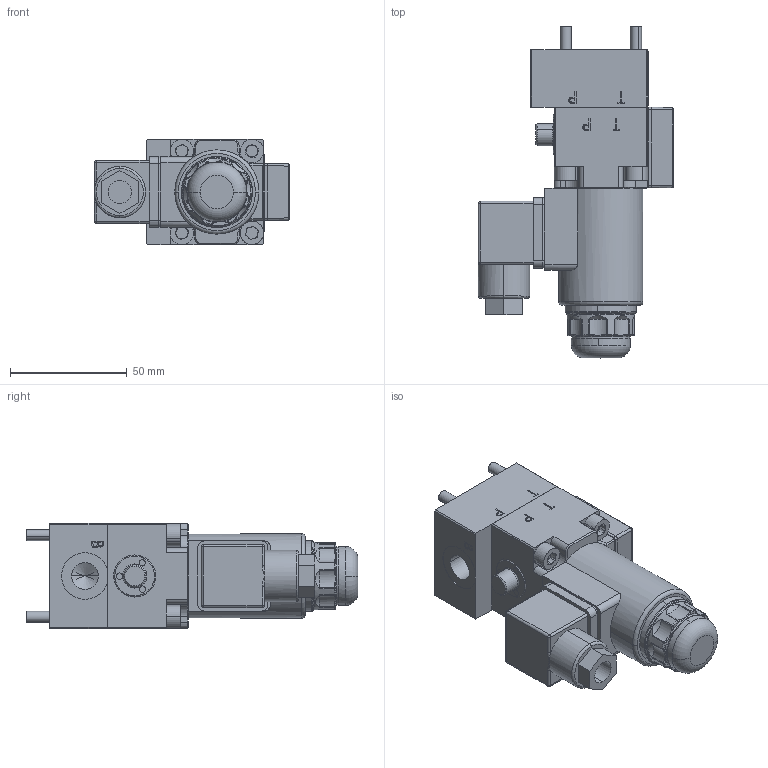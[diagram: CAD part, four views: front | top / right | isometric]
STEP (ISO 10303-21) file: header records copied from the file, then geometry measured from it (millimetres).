
FILE_DESCRIPTION (( 'STEP AP214' ), '1' );
FILE_NAME ('70826_WVH700-4-4_2-D-24-V-B00.STEP', '2014-03-20T15:13:29', ( 'admin' ), ( '' ), 'SwSTEP 2.0', 'SolidWorks 2012', '' );
FILE_SCHEMA (( 'AUTOMOTIVE_DESIGN' ));
Length unit declared in the file: millimetre
Products named in the file (1): 70826_WVH700-4-4_2-D-24-V-B00
Bounding box: 83.7 x 142 x 45 mm (x, y, z)
Volume: 225739.8 mm3; surface area: 57135.3 mm2
Topology: 21 solids, 22 shells, 1357 faces, 3359 edges, 2131 vertices
Faces by surface type: plane 774, cylinder 245, bspline 186, cone 84, torus 44, sphere 24
Entity records: 60244 total; most frequent: CARTESIAN_POINT 13847, ORIENTED_EDGE 6662, DIRECTION 5997, EDGE_CURVE 3331, LINE 2223, VECTOR 2223, VERTEX_POINT 2127, AXIS2_PLACEMENT_3D 1887
